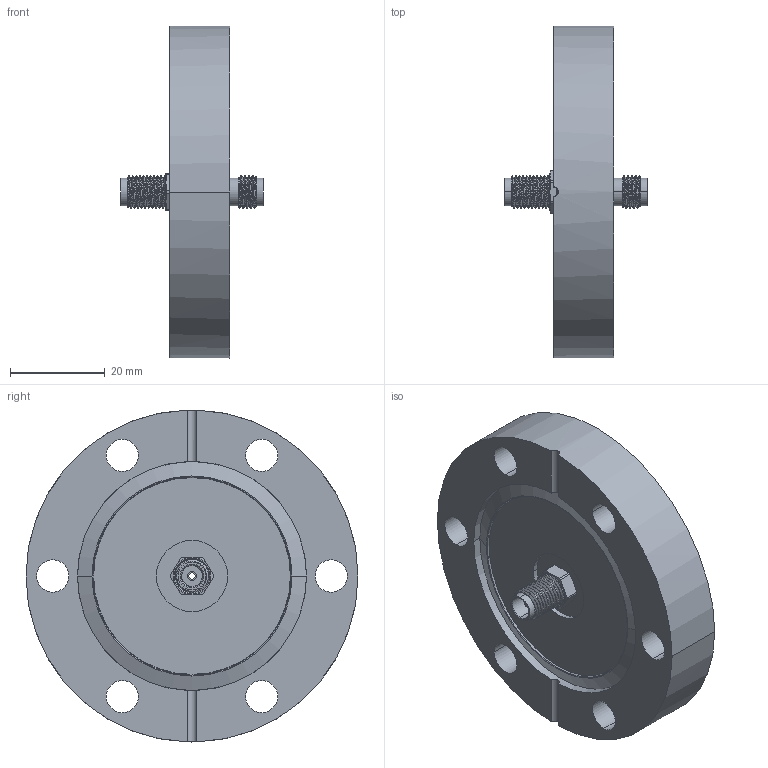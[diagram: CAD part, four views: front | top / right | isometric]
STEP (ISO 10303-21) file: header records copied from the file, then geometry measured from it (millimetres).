
FILE_DESCRIPTION (( 'STEP AP214' ), '1' );
FILE_NAME ('242-SMAD65G-C40.STEP', '2023-02-02T09:50:44', ( '' ), ( '' ), 'SwSTEP 2.0', 'SolidWorks 2017', '' );
FILE_SCHEMA (( 'AUTOMOTIVE_DESIGN' ));
Length unit declared in the file: millimetre
Products named in the file (3): 242-SMAD65G; 242-SMAD65G-C40; 9242-SMAD65G-CX_411-CB40
Assembly tree (2 placements, depth 2):
  242-SMAD65G-C40
    242-SMAD65G
    9242-SMAD65G-CX_411-CB40
Bounding box: 30 x 70 x 70 mm (x, y, z)
Volume: 43332.1 mm3; surface area: 14505.9 mm2
Topology: 4 solids, 4 shells, 231 faces, 564 edges, 362 vertices
Faces by surface type: cylinder 118, plane 53, cone 41, bspline 17, torus 2
Entity records: 13431 total; most frequent: CARTESIAN_POINT 6059, ORIENTED_EDGE 1128, DIRECTION 1044, EDGE_CURVE 564, AXIS2_PLACEMENT_3D 434, VERTEX_POINT 362, EDGE_LOOP 272, FACE_OUTER_BOUND 231
